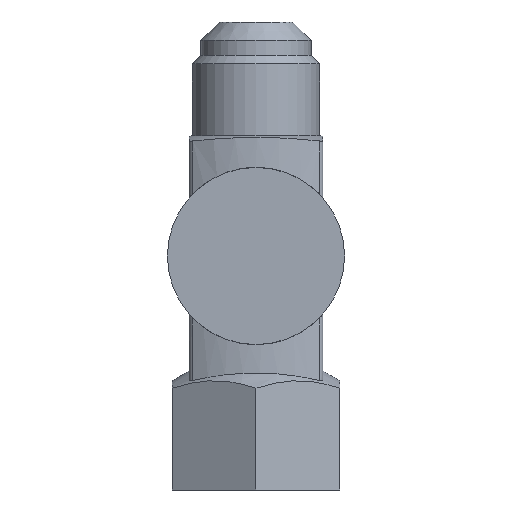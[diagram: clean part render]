
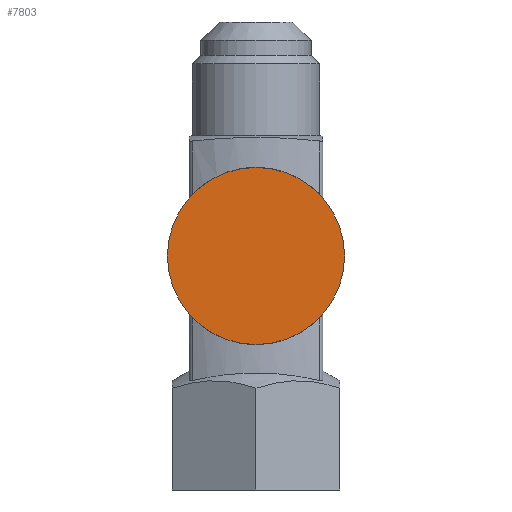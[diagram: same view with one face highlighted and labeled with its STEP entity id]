
A CAD part, front view. The second image highlights one B-rep face of the part: STEP entity #7803.
In plain terms, the highlighted planar face has unit normal (0, -1, 0).
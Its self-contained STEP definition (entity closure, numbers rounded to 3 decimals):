
#418=PLANE('',#8220);
#767=FACE_OUTER_BOUND('',#1218,.T.);
#1218=EDGE_LOOP('',(#6710,#6711));
#3091=CIRCLE('',#8193,13.25);
#3092=CIRCLE('',#8194,13.25);
#3675=VERTEX_POINT('',#19038);
#3676=VERTEX_POINT('',#19039);
#4680=EDGE_CURVE('',#3675,#3676,#3091,.T.);
#4693=EDGE_CURVE('',#3676,#3675,#3092,.T.);
#6710=ORIENTED_EDGE('',*,*,#4680,.F.);
#6711=ORIENTED_EDGE('',*,*,#4693,.F.);
#7803=ADVANCED_FACE('',(#767),#418,.F.);
#8193=AXIS2_PLACEMENT_3D('',#19040,#9320,#9321);
#8194=AXIS2_PLACEMENT_3D('',#19135,#9326,#9327);
#8220=AXIS2_PLACEMENT_3D('',#19285,#9410,#9411);
#9320=DIRECTION('center_axis',(0.,1.,0.));
#9321=DIRECTION('ref_axis',(0.,0.,1.));
#9326=DIRECTION('center_axis',(0.,1.,0.));
#9327=DIRECTION('ref_axis',(0.,0.,1.));
#9410=DIRECTION('center_axis',(0.,1.,0.));
#9411=DIRECTION('ref_axis',(0.,0.,1.));
#19038=CARTESIAN_POINT('',(0.,-14.5,-13.25));
#19039=CARTESIAN_POINT('',(0.,-14.5,13.25));
#19040=CARTESIAN_POINT('Origin',(0.,-14.5,0.));
#19135=CARTESIAN_POINT('Origin',(0.,-14.5,0.));
#19285=CARTESIAN_POINT('Origin',(-21.15,-14.5,15.285));
